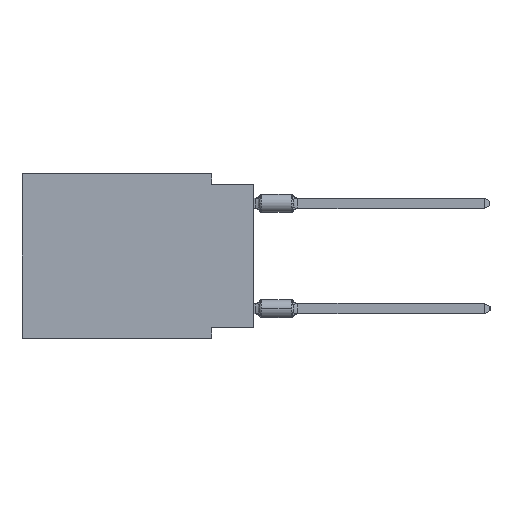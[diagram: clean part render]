
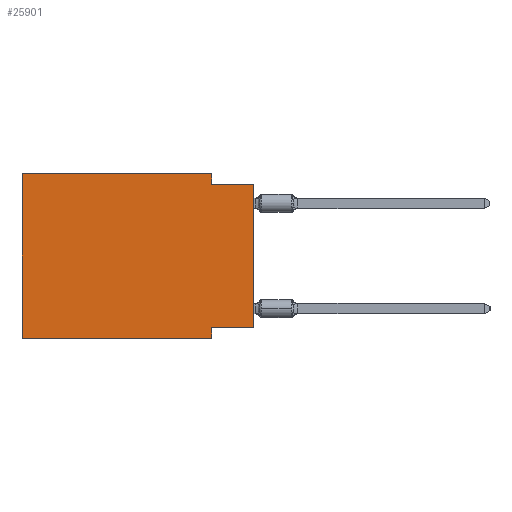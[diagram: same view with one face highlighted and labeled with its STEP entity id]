
A CAD part, left-side view. The second image highlights one B-rep face of the part: STEP entity #25901.
In plain terms, the highlighted planar face has unit normal (-1, 0, 0).
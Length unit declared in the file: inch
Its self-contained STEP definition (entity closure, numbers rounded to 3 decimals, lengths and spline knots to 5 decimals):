
#2276 = VECTOR ( 'NONE', #13467, 39.37008 ) ;
#2331 = EDGE_CURVE ( 'NONE', #25048, #20814, #31263, .T. ) ;
#2877 = EDGE_CURVE ( 'NONE', #8507, #20814, #28905, .T. ) ;
#3018 = DIRECTION ( 'NONE',  ( 0., 0., -1. ) ) ;
#3095 = VECTOR ( 'NONE', #19223, 39.37008 ) ;
#3665 = EDGE_CURVE ( 'NONE', #7797, #31308, #4551, .T. ) ;
#4251 = ORIENTED_EDGE ( 'NONE', *, *, #2331, .T. ) ;
#4401 = VERTEX_POINT ( 'NONE', #30587 ) ;
#4551 = LINE ( 'NONE', #27614, #25541 ) ;
#4600 = DIRECTION ( 'NONE',  ( 0., 0., -1. ) ) ;
#4982 = EDGE_CURVE ( 'NONE', #4401, #8507, #29480, .T. ) ;
#5517 = ORIENTED_EDGE ( 'NONE', *, *, #4982, .F. ) ;
#5668 = VECTOR ( 'NONE', #6916, 39.37008 ) ;
#6220 = ORIENTED_EDGE ( 'NONE', *, *, #21845, .T. ) ;
#6232 = CARTESIAN_POINT ( 'NONE',  ( 0., 0.1, -0.39 ) ) ;
#6916 = DIRECTION ( 'NONE',  ( 0., 1., 0. ) ) ;
#7797 = VERTEX_POINT ( 'NONE', #24380 ) ;
#8507 = VERTEX_POINT ( 'NONE', #28986 ) ;
#11321 = DIRECTION ( 'NONE',  ( 0., 0., 1. ) ) ;
#12490 = CARTESIAN_POINT ( 'NONE',  ( 0., 0.55, 0. ) ) ;
#13433 = ORIENTED_EDGE ( 'NONE', *, *, #21955, .F. ) ;
#13467 = DIRECTION ( 'NONE',  ( 0., -1., 0. ) ) ;
#13667 = ORIENTED_EDGE ( 'NONE', *, *, #2877, .F. ) ;
#13909 = CARTESIAN_POINT ( 'NONE',  ( 0., 0.1, -0.39 ) ) ;
#13974 = LINE ( 'NONE', #23863, #3095 ) ;
#14444 = DIRECTION ( 'NONE',  ( 0., -1., 0. ) ) ;
#14656 = DIRECTION ( 'NONE',  ( 1., 0., 0. ) ) ;
#15226 = LINE ( 'NONE', #25091, #28521 ) ;
#16578 = ORIENTED_EDGE ( 'NONE', *, *, #17095, .F. ) ;
#16992 = VECTOR ( 'NONE', #17609, 39.37008 ) ;
#17095 = EDGE_CURVE ( 'NONE', #25530, #18187, #13974, .T. ) ;
#17111 = PLANE ( 'NONE',  #27211 ) ;
#17609 = DIRECTION ( 'NONE',  ( 0., 0., 1. ) ) ;
#18187 = VERTEX_POINT ( 'NONE', #26527 ) ;
#18415 = LINE ( 'NONE', #20722, #20130 ) ;
#19043 = CARTESIAN_POINT ( 'NONE',  ( 0., 0.55, -0.39 ) ) ;
#19223 = DIRECTION ( 'NONE',  ( 0., -1., 0. ) ) ;
#20130 = VECTOR ( 'NONE', #11321, 39.37008 ) ;
#20722 = CARTESIAN_POINT ( 'NONE',  ( 0., 0.55, 0. ) ) ;
#20814 = VERTEX_POINT ( 'NONE', #6232 ) ;
#21474 = ORIENTED_EDGE ( 'NONE', *, *, #32284, .F. ) ;
#21845 = EDGE_CURVE ( 'NONE', #4401, #18187, #25337, .T. ) ;
#21955 = EDGE_CURVE ( 'NONE', #25048, #7797, #18415, .T. ) ;
#22466 = EDGE_LOOP ( 'NONE', ( #6220, #16578, #21474, #25928, #13433, #4251, #13667, #5517 ) ) ;
#22571 = CARTESIAN_POINT ( 'NONE',  ( 0., 0., 0. ) ) ;
#23863 = CARTESIAN_POINT ( 'NONE',  ( 0., 0., -0.025 ) ) ;
#23950 = DIRECTION ( 'NONE',  ( 0., 0., -1. ) ) ;
#24380 = CARTESIAN_POINT ( 'NONE',  ( 0., 0.55, 0. ) ) ;
#25048 = VERTEX_POINT ( 'NONE', #28071 ) ;
#25091 = CARTESIAN_POINT ( 'NONE',  ( 0., 0.1, 0. ) ) ;
#25337 = LINE ( 'NONE', #22571, #16992 ) ;
#25530 = VERTEX_POINT ( 'NONE', #25688 ) ;
#25541 = VECTOR ( 'NONE', #14444, 39.37008 ) ;
#25688 = CARTESIAN_POINT ( 'NONE',  ( 0., 0.1, -0.025 ) ) ;
#25901 = ADVANCED_FACE ( 'NONE', ( #27503 ), #17111, .F. ) ;
#25928 = ORIENTED_EDGE ( 'NONE', *, *, #3665, .F. ) ;
#26527 = CARTESIAN_POINT ( 'NONE',  ( 0., 0., -0.025 ) ) ;
#27211 = AXIS2_PLACEMENT_3D ( 'NONE', #12490, #14656, #4600 ) ;
#27503 = FACE_OUTER_BOUND ( 'NONE', #22466, .T. ) ;
#27614 = CARTESIAN_POINT ( 'NONE',  ( 0., 0.55, 0. ) ) ;
#28071 = CARTESIAN_POINT ( 'NONE',  ( 0., 0.55, -0.39 ) ) ;
#28521 = VECTOR ( 'NONE', #3018, 39.37008 ) ;
#28905 = LINE ( 'NONE', #13909, #32321 ) ;
#28986 = CARTESIAN_POINT ( 'NONE',  ( 0., 0.1, -0.365 ) ) ;
#29245 = CARTESIAN_POINT ( 'NONE',  ( 0., 0.1, 0. ) ) ;
#29480 = LINE ( 'NONE', #29807, #5668 ) ;
#29807 = CARTESIAN_POINT ( 'NONE',  ( 0., 0., -0.365 ) ) ;
#30587 = CARTESIAN_POINT ( 'NONE',  ( 0., 0., -0.365 ) ) ;
#31263 = LINE ( 'NONE', #19043, #2276 ) ;
#31308 = VERTEX_POINT ( 'NONE', #29245 ) ;
#32284 = EDGE_CURVE ( 'NONE', #31308, #25530, #15226, .T. ) ;
#32321 = VECTOR ( 'NONE', #23950, 39.37008 ) ;
